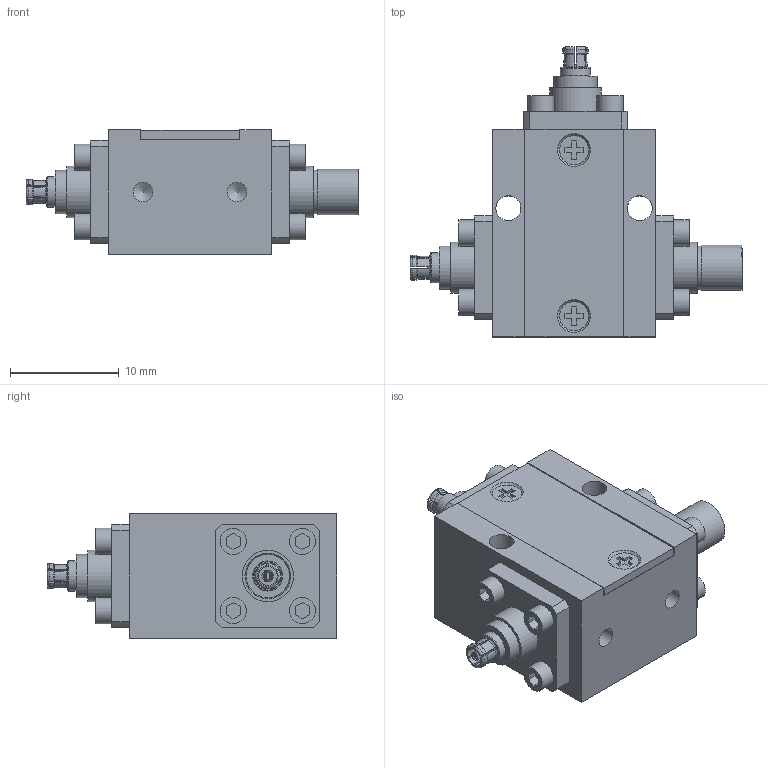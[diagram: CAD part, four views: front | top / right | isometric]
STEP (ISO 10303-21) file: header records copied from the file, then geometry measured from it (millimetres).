
FILE_DESCRIPTION(/* description */ (''),/* implementation_level */ '2;1');
FILE_NAME(/* name */ 'Bias_Tee_SolidModel_Datasheet SMPM.step',/* time_stamp */ '2022-12-17T13:11:40-08:00',/* author */ (''),/* organization */ (''),/* preprocessor_version */ 'ST-DEVELOPER v19.2',/* originating_system */ 'Autodesk Translation Framework v11.17.0.187',/* authorisation */ '');
FILE_SCHEMA (('AUTOMOTIVE_DESIGN { 1 0 10303 214 3 1 1 }'));
Length unit declared in the file: inch
Products named in the file (7): Bias_Tee_SolidModel_Datasheet; Bias_Tee_Lid_4-9-2022 v7; 0-80 FlatHead v2; 0-80 SHCS Screw Head v1; Bias_Tee_Housing_Datasheet_12-16-2022; SMPM-F-19506-MECH v1; SMPM-M-19509-MECH v1
Assembly tree (19 placements, depth 2):
  Bias_Tee_SolidModel_Datasheet
    0-80 FlatHead v2  x2
    0-80 SHCS Screw Head v1  x12
    Bias_Tee_Lid_4-9-2022 v7
    Bias_Tee_Housing_Datasheet_12-16-2022
    SMPM-F-19506-MECH v1  x2
    SMPM-M-19509-MECH v1
Bounding box: 30.48 x 26.62 x 11.43 mm (x, y, z)
Volume: 3706.9 mm3; surface area: 3714.7 mm2
Topology: 19 solids, 19 shells, 534 faces, 1295 edges, 852 vertices
Faces by surface type: plane 299, cylinder 132, cone 63, torus 39, bspline 1
Full cylindrical faces by diameter (mm): 0.297 x1, 0.406 x3, 0.638 x3, 0.711 x3, 0.737 x3, 0.762 x3, 0.991 x3, 1.067 x2, 1.219 x1, 1.245 x14, 1.626 x2, 1.702 x1, 1.727 x12, 1.753 x2, 1.783 x2, 1.943 x3, 1.981 x3, 2.141 x1, 2.21 x1, 2.286 x2, 2.413 x12, 2.761 x2, 2.845 x1, 3.99 x3, 4.166 x1, 4.572 x3, 4.724 x3
Entity records: 8944 total; most frequent: CARTESIAN_POINT 1863, DIRECTION 1484, ORIENTED_EDGE 1366, EDGE_CURVE 683, AXIS2_PLACEMENT_3D 577, VERTEX_POINT 455, EDGE_LOOP 354, LINE 330
